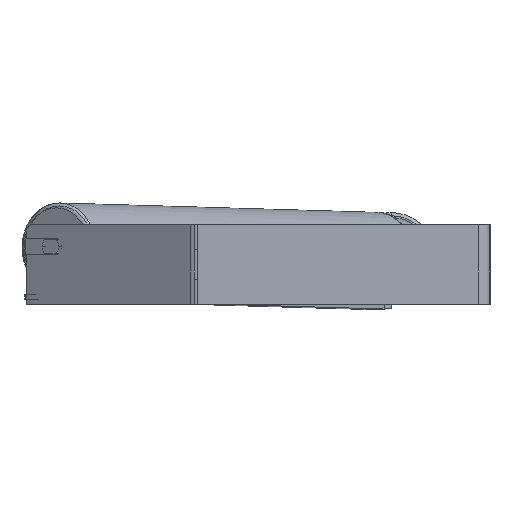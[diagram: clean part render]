
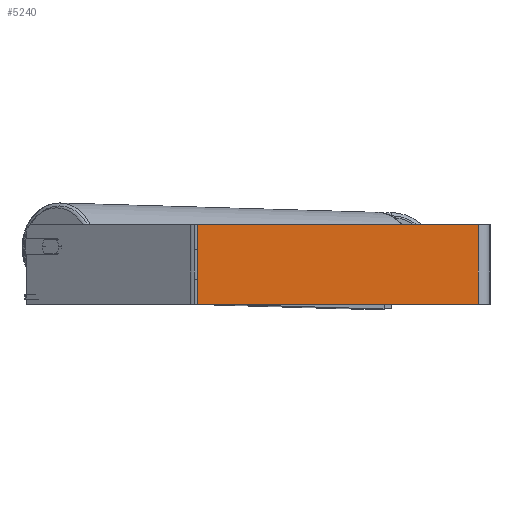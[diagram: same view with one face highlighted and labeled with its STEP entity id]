
A CAD part, left-side view. The second image highlights one B-rep face of the part: STEP entity #5240.
In plain terms, the highlighted planar face has unit normal (-1, 0, 0).
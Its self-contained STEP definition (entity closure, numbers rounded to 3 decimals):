
#78 = VERTEX_POINT ( 'NONE', #7106 ) ;
#275 = DIRECTION ( 'NONE',  ( 0., 0., -1. ) ) ;
#653 = PLANE ( 'NONE',  #5057 ) ;
#973 = LINE ( 'NONE', #6785, #5040 ) ;
#1186 = LINE ( 'NONE', #4131, #7185 ) ;
#1471 = FACE_OUTER_BOUND ( 'NONE', #5471, .T. ) ;
#2021 = ORIENTED_EDGE ( 'NONE', *, *, #4222, .F. ) ;
#2387 = VECTOR ( 'NONE', #3399, 1000. ) ;
#2936 = ORIENTED_EDGE ( 'NONE', *, *, #8784, .F. ) ;
#3065 = CARTESIAN_POINT ( 'NONE',  ( -900., 299.634, -40. ) ) ;
#3399 = DIRECTION ( 'NONE',  ( 0., -1., 0. ) ) ;
#3402 = VERTEX_POINT ( 'NONE', #5957 ) ;
#3738 = DIRECTION ( 'NONE',  ( 0., -1., 0. ) ) ;
#4089 = DIRECTION ( 'NONE',  ( 0., 0., -1. ) ) ;
#4131 = CARTESIAN_POINT ( 'NONE',  ( -900., 295.85, 40. ) ) ;
#4222 = EDGE_CURVE ( 'NONE', #6633, #78, #973, .T. ) ;
#4320 = DIRECTION ( 'NONE',  ( 1., 0., 0. ) ) ;
#4599 = LINE ( 'NONE', #3065, #8585 ) ;
#5040 = VECTOR ( 'NONE', #275, 1000. ) ;
#5057 = AXIS2_PLACEMENT_3D ( 'NONE', #7801, #4320, #7223 ) ;
#5211 = EDGE_CURVE ( 'NONE', #3402, #6080, #1186, .T. ) ;
#5240 = ADVANCED_FACE ( 'NONE', ( #1471 ), #653, .F. ) ;
#5471 = EDGE_LOOP ( 'NONE', ( #5832, #2021, #2936, #7433 ) ) ;
#5766 = CARTESIAN_POINT ( 'NONE',  ( -900., 295.85, -40. ) ) ;
#5832 = ORIENTED_EDGE ( 'NONE', *, *, #9122, .T. ) ;
#5957 = CARTESIAN_POINT ( 'NONE',  ( -900., 295.85, 40. ) ) ;
#6080 = VERTEX_POINT ( 'NONE', #5766 ) ;
#6633 = VERTEX_POINT ( 'NONE', #8844 ) ;
#6785 = CARTESIAN_POINT ( 'NONE',  ( -900., 12., 40. ) ) ;
#7106 = CARTESIAN_POINT ( 'NONE',  ( -900., 12., -40. ) ) ;
#7185 = VECTOR ( 'NONE', #4089, 1000. ) ;
#7223 = DIRECTION ( 'NONE',  ( 0., 1., 0. ) ) ;
#7433 = ORIENTED_EDGE ( 'NONE', *, *, #5211, .T. ) ;
#7656 = LINE ( 'NONE', #8395, #2387 ) ;
#7801 = CARTESIAN_POINT ( 'NONE',  ( -900., 299.634, 40. ) ) ;
#8395 = CARTESIAN_POINT ( 'NONE',  ( -900., 299.634, 40. ) ) ;
#8585 = VECTOR ( 'NONE', #3738, 1000. ) ;
#8784 = EDGE_CURVE ( 'NONE', #3402, #6633, #7656, .T. ) ;
#8844 = CARTESIAN_POINT ( 'NONE',  ( -900., 12., 40. ) ) ;
#9122 = EDGE_CURVE ( 'NONE', #6080, #78, #4599, .T. ) ;
